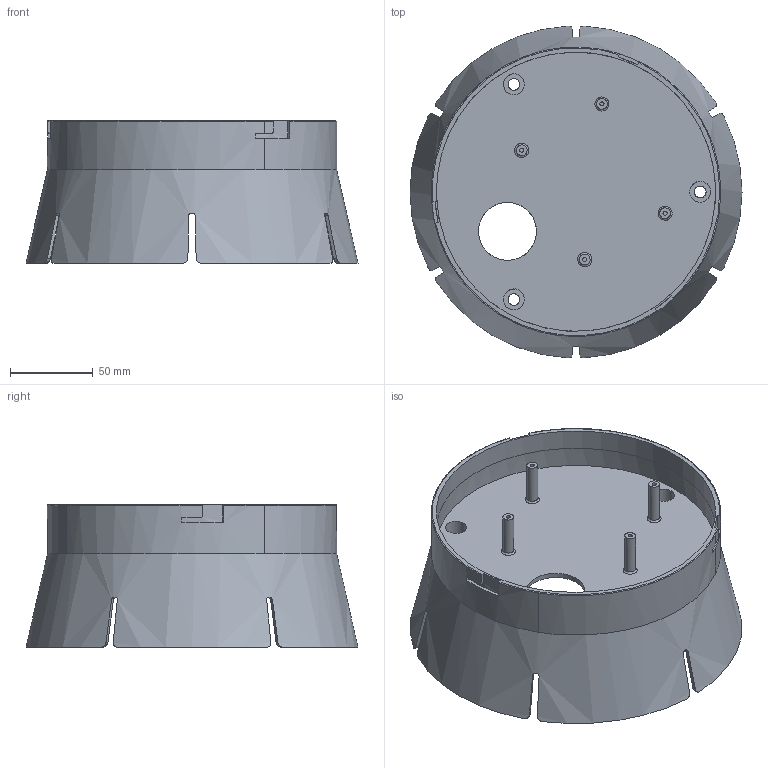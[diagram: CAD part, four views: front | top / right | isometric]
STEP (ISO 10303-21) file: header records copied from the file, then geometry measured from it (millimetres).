
FILE_DESCRIPTION(/* description */ (''),/* implementation_level */ '2;1');
FILE_NAME(/* name */ '_STEVE~2',/* time_stamp */ '2021-09-26T08:26:21-05:00',/* author */ (''),/* organization */ (''),/* preprocessor_version */ 'ST-DEVELOPER v16.5',/* originating_system */ '',/* authorisation */ '');
FILE_SCHEMA (('CONFIG_CONTROL_DESIGN'));
Length unit declared in the file: millimetre
Products named in the file (1): Document
Bounding box: 200.5 x 200.23 x 85.85 mm (x, y, z)
Volume: 202935.1 mm3; surface area: 162128.6 mm2
Topology: 1 solids, 1 shells, 140 faces, 335 edges, 220 vertices
Faces by surface type: plane 64, cylinder 63, bspline 13
Full cylindrical faces by diameter (mm): 2.5 x4, 5.08 x2, 6.5 x4, 7.105 x3, 12.7 x6, 13.716 x2, 16.764 x3, 35 x1, 168.65 x1, 168.656 x2
Entity records: 4704 total; most frequent: CARTESIAN_POINT 2360, ORIENTED_EDGE 670, EDGE_CURVE 335, VERTEX_POINT 220, EDGE_LOOP 171, B_SPLINE_CURVE_WITH_KNOTS 164, ADVANCED_FACE 140, FACE_OUTER_BOUND 140
